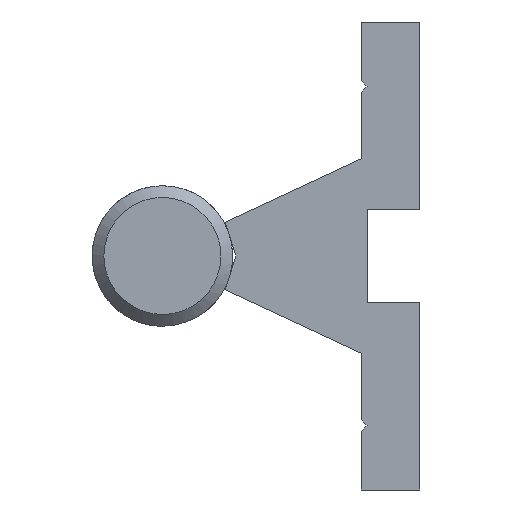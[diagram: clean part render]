
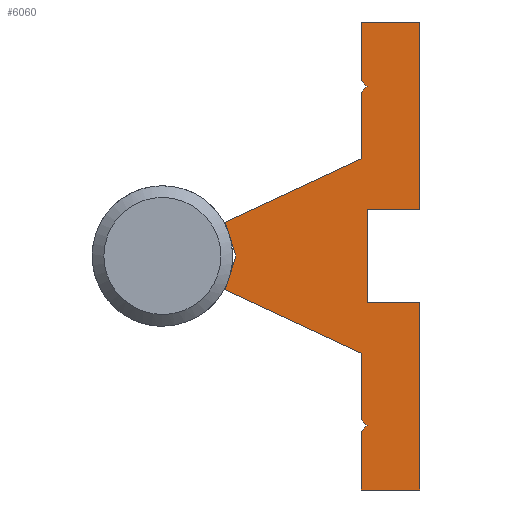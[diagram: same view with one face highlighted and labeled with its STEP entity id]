
A CAD part, left-side view. The second image highlights one B-rep face of the part: STEP entity #6060.
In plain terms, the highlighted free-form (B-spline) face has degree [1, 1] with [2, 2] control points.
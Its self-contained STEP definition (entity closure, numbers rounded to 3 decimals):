
#10 = CARTESIAN_POINT ('', (0., 5., -15.));
#20 = VERTEX_POINT ('', #10);
#30 = CARTESIAN_POINT ('', (0., 4.5, -14.5));
#40 = VERTEX_POINT ('', #30);
#50 = CARTESIAN_POINT ('', (0., 5., -15.));
#60 = CARTESIAN_POINT ('', (0., 4.5, -14.5));
#70 = B_SPLINE_CURVE_WITH_KNOTS ('', 1, (#50, #60), .UNSPECIFIED., .F., .U., (2, 2), (0., 1.), .UNSPECIFIED.);
#80 = EDGE_CURVE ('', #20, #40, #70, .T.);
#390 = CARTESIAN_POINT ('', (0., 5., -14.));
#400 = VERTEX_POINT ('', #390);
#410 = CARTESIAN_POINT ('', (0., 5., -14.));
#420 = CARTESIAN_POINT ('', (0., 4.833, -14.167));
#430 = CARTESIAN_POINT ('', (0., 4.667, -14.333));
#440 = CARTESIAN_POINT ('', (0., 4.5, -14.5));
#450 = B_SPLINE_CURVE_WITH_KNOTS ('', 3, (#410, #420, #430, #440), .UNSPECIFIED., .F., .U., (4, 4), (0., 1.), .UNSPECIFIED.);
#460 = EDGE_CURVE ('', #400, #40, #450, .T.);
#710 = CARTESIAN_POINT ('', (0., 5., -8.325));
#720 = VERTEX_POINT ('', #710);
#730 = CARTESIAN_POINT ('', (0., 5., -14.));
#740 = CARTESIAN_POINT ('', (0., 5., -8.325));
#750 = B_SPLINE_CURVE_WITH_KNOTS ('', 1, (#730, #740), .UNSPECIFIED., .F., .U., (2, 2), (0., 1.), .UNSPECIFIED.);
#760 = EDGE_CURVE ('', #400, #720, #750, .T.);
#990 = CARTESIAN_POINT ('', (0., 16.634, -2.9));
#1000 = VERTEX_POINT ('', #990);
#1010 = CARTESIAN_POINT ('', (0., 5., -8.325));
#1020 = CARTESIAN_POINT ('', (0., 16.634, -2.9));
#1030 = B_SPLINE_CURVE_WITH_KNOTS ('', 1, (#1010, #1020), .UNSPECIFIED., .F., .U., (2, 2), (0., 1.), .UNSPECIFIED.);
#1040 = EDGE_CURVE ('', #720, #1000, #1030, .T.);
#1290 = CARTESIAN_POINT ('', (0., 15.719, 0.));
#1300 = VERTEX_POINT ('', #1290);
#1310 = CARTESIAN_POINT ('', (0., 16.634, -2.9));
#1320 = CARTESIAN_POINT ('', (0., 15.719, 0.));
#1330 = B_SPLINE_CURVE_WITH_KNOTS ('', 1, (#1310, #1320), .UNSPECIFIED., .F., .U., (2, 2), (0., 1.), .UNSPECIFIED.);
#1340 = EDGE_CURVE ('', #1000, #1300, #1330, .T.);
#1570 = CARTESIAN_POINT ('', (0., 16.634, 2.9));
#1580 = VERTEX_POINT ('', #1570);
#1590 = CARTESIAN_POINT ('', (0., 16.634, 2.9));
#1600 = CARTESIAN_POINT ('', (0., 16.329, 1.933));
#1610 = CARTESIAN_POINT ('', (0., 16.024, 0.967));
#1620 = CARTESIAN_POINT ('', (0., 15.719, 0.));
#1630 = B_SPLINE_CURVE_WITH_KNOTS ('', 3, (#1590, #1600, #1610, #1620), .UNSPECIFIED., .F., .U., (4, 4), (0., 1.), .UNSPECIFIED.);
#1640 = EDGE_CURVE ('', #1580, #1300, #1630, .T.);
#1870 = CARTESIAN_POINT ('', (0., 5., 8.325));
#1880 = VERTEX_POINT ('', #1870);
#1890 = CARTESIAN_POINT ('', (0., 5., 8.325));
#1900 = CARTESIAN_POINT ('', (0., 8.878, 6.517));
#1910 = CARTESIAN_POINT ('', (0., 12.756, 4.708));
#1920 = CARTESIAN_POINT ('', (0., 16.634, 2.9));
#1930 = B_SPLINE_CURVE_WITH_KNOTS ('', 3, (#1890, #1900, #1910, #1920), .UNSPECIFIED., .F., .U., (4, 4), (0., 1.), .UNSPECIFIED.);
#1940 = EDGE_CURVE ('', #1880, #1580, #1930, .T.);
#2190 = CARTESIAN_POINT ('', (0., 5., 14.));
#2200 = VERTEX_POINT ('', #2190);
#2210 = CARTESIAN_POINT ('', (0., 5., 14.));
#2220 = CARTESIAN_POINT ('', (0., 5., 8.325));
#2230 = B_SPLINE_CURVE_WITH_KNOTS ('', 1, (#2210, #2220), .UNSPECIFIED., .F., .U., (2, 2), (0., 1.), .UNSPECIFIED.);
#2240 = EDGE_CURVE ('', #2200, #1880, #2230, .T.);
#2470 = CARTESIAN_POINT ('', (0., 4.5, 14.5));
#2480 = VERTEX_POINT ('', #2470);
#2490 = CARTESIAN_POINT ('', (0., 4.5, 14.5));
#2500 = CARTESIAN_POINT ('', (0., 4.667, 14.333));
#2510 = CARTESIAN_POINT ('', (0., 4.833, 14.167));
#2520 = CARTESIAN_POINT ('', (0., 5., 14.));
#2530 = B_SPLINE_CURVE_WITH_KNOTS ('', 3, (#2490, #2500, #2510, #2520), .UNSPECIFIED., .F., .U., (4, 4), (0., 1.), .UNSPECIFIED.);
#2540 = EDGE_CURVE ('', #2480, #2200, #2530, .T.);
#2790 = CARTESIAN_POINT ('', (0., 5., 15.));
#2800 = VERTEX_POINT ('', #2790);
#2810 = CARTESIAN_POINT ('', (0., 5., 15.));
#2820 = CARTESIAN_POINT ('', (0., 4.833, 14.833));
#2830 = CARTESIAN_POINT ('', (0., 4.667, 14.667));
#2840 = CARTESIAN_POINT ('', (0., 4.5, 14.5));
#2850 = B_SPLINE_CURVE_WITH_KNOTS ('', 3, (#2810, #2820, #2830, #2840), .UNSPECIFIED., .F., .U., (4, 4), (0., 1.), .UNSPECIFIED.);
#2860 = EDGE_CURVE ('', #2800, #2480, #2850, .T.);
#3090 = CARTESIAN_POINT ('', (0., 5., 20.));
#3100 = VERTEX_POINT ('', #3090);
#3110 = CARTESIAN_POINT ('', (0., 5., 15.));
#3120 = CARTESIAN_POINT ('', (0., 5., 20.));
#3130 = B_SPLINE_CURVE_WITH_KNOTS ('', 1, (#3110, #3120), .UNSPECIFIED., .F., .U., (2, 2), (0., 1.), .UNSPECIFIED.);
#3140 = EDGE_CURVE ('', #2800, #3100, #3130, .T.);
#3370 = CARTESIAN_POINT ('', (0., 0., 20.));
#3380 = VERTEX_POINT ('', #3370);
#3390 = CARTESIAN_POINT ('', (0., 5., 20.));
#3400 = CARTESIAN_POINT ('', (0., 0., 20.));
#3410 = B_SPLINE_CURVE_WITH_KNOTS ('', 1, (#3390, #3400), .UNSPECIFIED., .F., .U., (2, 2), (0., 1.), .UNSPECIFIED.);
#3420 = EDGE_CURVE ('', #3100, #3380, #3410, .T.);
#3650 = CARTESIAN_POINT ('', (0., 0., 4.));
#3660 = VERTEX_POINT ('', #3650);
#3670 = CARTESIAN_POINT ('', (0., 0., 20.));
#3680 = CARTESIAN_POINT ('', (0., 0., 4.));
#3690 = B_SPLINE_CURVE_WITH_KNOTS ('', 1, (#3670, #3680), .UNSPECIFIED., .F., .U., (2, 2), (0., 1.), .UNSPECIFIED.);
#3700 = EDGE_CURVE ('', #3380, #3660, #3690, .T.);
#3930 = CARTESIAN_POINT ('', (0., 4.5, 4.));
#3940 = VERTEX_POINT ('', #3930);
#3950 = CARTESIAN_POINT ('', (0., 0., 4.));
#3960 = CARTESIAN_POINT ('', (0., 4.5, 4.));
#3970 = B_SPLINE_CURVE_WITH_KNOTS ('', 1, (#3950, #3960), .UNSPECIFIED., .F., .U., (2, 2), (0., 1.), .UNSPECIFIED.);
#3980 = EDGE_CURVE ('', #3660, #3940, #3970, .T.);
#4210 = CARTESIAN_POINT ('', (0., 4.5, -4.));
#4220 = VERTEX_POINT ('', #4210);
#4230 = CARTESIAN_POINT ('', (0., 4.5, 4.));
#4240 = CARTESIAN_POINT ('', (0., 4.5, -4.));
#4250 = B_SPLINE_CURVE_WITH_KNOTS ('', 1, (#4230, #4240), .UNSPECIFIED., .F., .U., (2, 2), (0., 1.), .UNSPECIFIED.);
#4260 = EDGE_CURVE ('', #3940, #4220, #4250, .T.);
#4490 = CARTESIAN_POINT ('', (0., 0., -4.));
#4500 = VERTEX_POINT ('', #4490);
#4510 = CARTESIAN_POINT ('', (0., 0., -4.));
#4520 = CARTESIAN_POINT ('', (0., 4.5, -4.));
#4530 = B_SPLINE_CURVE_WITH_KNOTS ('', 1, (#4510, #4520), .UNSPECIFIED., .F., .U., (2, 2), (0., 1.), .UNSPECIFIED.);
#4540 = EDGE_CURVE ('', #4500, #4220, #4530, .T.);
#4770 = CARTESIAN_POINT ('', (0., 0., -20.));
#4780 = VERTEX_POINT ('', #4770);
#4790 = CARTESIAN_POINT ('', (0., 0., -20.));
#4800 = CARTESIAN_POINT ('', (0., 0., -4.));
#4810 = B_SPLINE_CURVE_WITH_KNOTS ('', 1, (#4790, #4800), .UNSPECIFIED., .F., .U., (2, 2), (0., 1.), .UNSPECIFIED.);
#4820 = EDGE_CURVE ('', #4780, #4500, #4810, .T.);
#5050 = CARTESIAN_POINT ('', (0., 5., -20.));
#5060 = VERTEX_POINT ('', #5050);
#5070 = CARTESIAN_POINT ('', (0., 0., -20.));
#5080 = CARTESIAN_POINT ('', (0., 5., -20.));
#5090 = B_SPLINE_CURVE_WITH_KNOTS ('', 1, (#5070, #5080), .UNSPECIFIED., .F., .U., (2, 2), (0., 1.), .UNSPECIFIED.);
#5100 = EDGE_CURVE ('', #4780, #5060, #5090, .T.);
#5330 = CARTESIAN_POINT ('', (0., 5., -20.));
#5340 = CARTESIAN_POINT ('', (0., 5., -15.));
#5350 = B_SPLINE_CURVE_WITH_KNOTS ('', 1, (#5330, #5340), .UNSPECIFIED., .F., .U., (2, 2), (0., 1.), .UNSPECIFIED.);
#5360 = EDGE_CURVE ('', #5060, #20, #5350, .T.);
#5800 = ORIENTED_EDGE ('', *, *, #3980, .F.);
#5810 = ORIENTED_EDGE ('', *, *, #3700, .F.);
#5820 = ORIENTED_EDGE ('', *, *, #3420, .F.);
#5830 = ORIENTED_EDGE ('', *, *, #3140, .F.);
#5840 = ORIENTED_EDGE ('', *, *, #2860, .T.);
#5850 = ORIENTED_EDGE ('', *, *, #2540, .T.);
#5860 = ORIENTED_EDGE ('', *, *, #2240, .T.);
#5870 = ORIENTED_EDGE ('', *, *, #1940, .T.);
#5880 = ORIENTED_EDGE ('', *, *, #1640, .T.);
#5890 = ORIENTED_EDGE ('', *, *, #1340, .F.);
#5900 = ORIENTED_EDGE ('', *, *, #1040, .F.);
#5910 = ORIENTED_EDGE ('', *, *, #760, .F.);
#5920 = ORIENTED_EDGE ('', *, *, #460, .T.);
#5930 = ORIENTED_EDGE ('', *, *, #80, .F.);
#5940 = ORIENTED_EDGE ('', *, *, #5360, .F.);
#5950 = ORIENTED_EDGE ('', *, *, #5100, .F.);
#5960 = ORIENTED_EDGE ('', *, *, #4820, .T.);
#5970 = ORIENTED_EDGE ('', *, *, #4540, .T.);
#5980 = ORIENTED_EDGE ('', *, *, #4260, .F.);
#5990 = EDGE_LOOP ('', (#5800, #5810, #5820, #5830, #5840, #5850, #5860, #5870, #5880, #5890, #5900, #5910, #5920, #5930, #5940, #5950, #5960, #5970, #5980));
#6000 = FACE_OUTER_BOUND ('', #5990, .T.);
#6010 = CARTESIAN_POINT ('', (0., 0., -20.));
#6020 = CARTESIAN_POINT ('', (0., 16.733, -20.));
#6030 = CARTESIAN_POINT ('', (0., 0., 20.));
#6040 = CARTESIAN_POINT ('', (0., 16.733, 20.));
#6050 = B_SPLINE_SURFACE_WITH_KNOTS ('', 1, 1, ((#6010, #6020), (#6030, #6040)), .UNSPECIFIED., .F., .F., .U., (2, 2), (2, 2), (0., 1.), (0., 1.), .UNSPECIFIED.);
#6060 = ADVANCED_FACE ('', (#6000), #6050, .T.);
